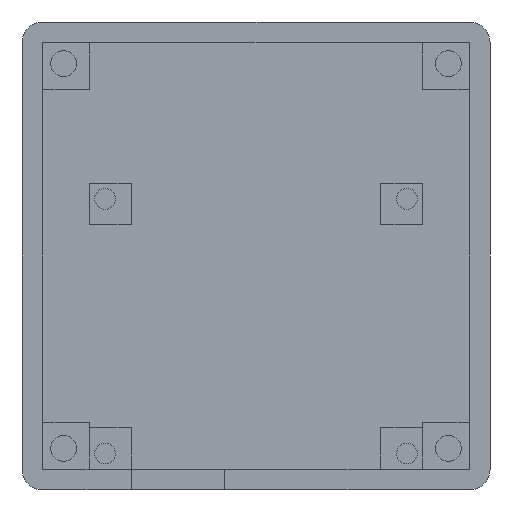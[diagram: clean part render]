
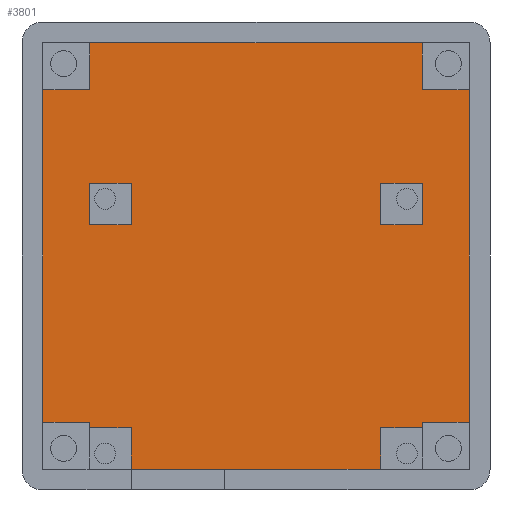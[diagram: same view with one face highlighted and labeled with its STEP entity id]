
A CAD part, front view. The second image highlights one B-rep face of the part: STEP entity #3801.
In plain terms, the highlighted planar face has unit normal (0, -1, 0).
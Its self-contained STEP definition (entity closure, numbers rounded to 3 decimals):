
#223=FACE_BOUND('',#694,.T.);
#224=FACE_BOUND('',#695,.T.);
#471=FACE_OUTER_BOUND('',#693,.T.);
#693=EDGE_LOOP('',(#3389,#3390,#3391,#3392,#3393,#3394,#3395,#3396,#3397,
#3398,#3399,#3400,#3401,#3402,#3403,#3404));
#694=EDGE_LOOP('',(#3405,#3406,#3407,#3408));
#695=EDGE_LOOP('',(#3409,#3410,#3411,#3412));
#1025=LINE('',#6806,#1406);
#1036=LINE('',#6825,#1417);
#1038=LINE('',#6829,#1419);
#1040=LINE('',#6833,#1421);
#1043=LINE('',#6838,#1424);
#1045=LINE('',#6842,#1426);
#1047=LINE('',#6846,#1428);
#1050=LINE('',#6851,#1431);
#1052=LINE('',#6855,#1433);
#1054=LINE('',#6859,#1435);
#1056=LINE('',#6863,#1437);
#1059=LINE('',#6869,#1440);
#1062=LINE('',#6880,#1443);
#1066=LINE('',#6888,#1447);
#1069=LINE('',#6894,#1450);
#1072=LINE('',#6899,#1453);
#1074=LINE('',#6904,#1455);
#1075=LINE('',#6905,#1456);
#1076=LINE('',#6907,#1457);
#1077=LINE('',#6908,#1458);
#1078=LINE('',#6911,#1459);
#1079=LINE('',#6913,#1460);
#1080=LINE('',#6915,#1461);
#1081=LINE('',#6916,#1462);
#1406=VECTOR('',#4594,10.);
#1417=VECTOR('',#4607,10.);
#1419=VECTOR('',#4611,10.);
#1421=VECTOR('',#4615,10.);
#1424=VECTOR('',#4620,10.);
#1426=VECTOR('',#4624,10.);
#1428=VECTOR('',#4628,10.);
#1431=VECTOR('',#4633,10.);
#1433=VECTOR('',#4637,10.);
#1435=VECTOR('',#4641,10.);
#1437=VECTOR('',#4645,10.);
#1440=VECTOR('',#4650,10.);
#1443=VECTOR('',#4661,10.);
#1447=VECTOR('',#4667,10.);
#1450=VECTOR('',#4672,10.);
#1453=VECTOR('',#4677,10.);
#1455=VECTOR('',#4683,10.);
#1456=VECTOR('',#4684,10.);
#1457=VECTOR('',#4685,10.);
#1458=VECTOR('',#4686,10.);
#1459=VECTOR('',#4687,10.);
#1460=VECTOR('',#4688,10.);
#1461=VECTOR('',#4689,10.);
#1462=VECTOR('',#4690,10.);
#1801=VERTEX_POINT('',#6804);
#1802=VERTEX_POINT('',#6805);
#1808=VERTEX_POINT('',#6822);
#1809=VERTEX_POINT('',#6824);
#1810=VERTEX_POINT('',#6828);
#1811=VERTEX_POINT('',#6832);
#1812=VERTEX_POINT('',#6837);
#1813=VERTEX_POINT('',#6841);
#1814=VERTEX_POINT('',#6845);
#1815=VERTEX_POINT('',#6850);
#1816=VERTEX_POINT('',#6854);
#1817=VERTEX_POINT('',#6858);
#1818=VERTEX_POINT('',#6862);
#1819=VERTEX_POINT('',#6866);
#1823=VERTEX_POINT('',#6878);
#1824=VERTEX_POINT('',#6879);
#1827=VERTEX_POINT('',#6887);
#1829=VERTEX_POINT('',#6893);
#1831=VERTEX_POINT('',#6903);
#1832=VERTEX_POINT('',#6906);
#1833=VERTEX_POINT('',#6909);
#1834=VERTEX_POINT('',#6910);
#1835=VERTEX_POINT('',#6912);
#1836=VERTEX_POINT('',#6914);
#2313=EDGE_CURVE('',#1801,#1802,#1025,.T.);
#2324=EDGE_CURVE('',#1809,#1808,#1036,.T.);
#2326=EDGE_CURVE('',#1808,#1810,#1038,.T.);
#2328=EDGE_CURVE('',#1810,#1811,#1040,.T.);
#2331=EDGE_CURVE('',#1811,#1812,#1043,.T.);
#2333=EDGE_CURVE('',#1812,#1813,#1045,.T.);
#2335=EDGE_CURVE('',#1813,#1814,#1047,.T.);
#2338=EDGE_CURVE('',#1814,#1815,#1050,.T.);
#2340=EDGE_CURVE('',#1815,#1816,#1052,.T.);
#2342=EDGE_CURVE('',#1816,#1817,#1054,.T.);
#2344=EDGE_CURVE('',#1817,#1818,#1056,.T.);
#2347=EDGE_CURVE('',#1818,#1819,#1059,.T.);
#2352=EDGE_CURVE('',#1823,#1824,#1062,.T.);
#2356=EDGE_CURVE('',#1824,#1827,#1066,.T.);
#2359=EDGE_CURVE('',#1827,#1829,#1069,.T.);
#2362=EDGE_CURVE('',#1829,#1823,#1072,.T.);
#2364=EDGE_CURVE('',#1819,#1831,#1074,.T.);
#2365=EDGE_CURVE('',#1831,#1801,#1075,.T.);
#2366=EDGE_CURVE('',#1802,#1832,#1076,.T.);
#2367=EDGE_CURVE('',#1832,#1809,#1077,.T.);
#2368=EDGE_CURVE('',#1833,#1834,#1078,.T.);
#2369=EDGE_CURVE('',#1834,#1835,#1079,.T.);
#2370=EDGE_CURVE('',#1835,#1836,#1080,.T.);
#2371=EDGE_CURVE('',#1836,#1833,#1081,.T.);
#3389=ORIENTED_EDGE('',*,*,#2347,.T.);
#3390=ORIENTED_EDGE('',*,*,#2364,.T.);
#3391=ORIENTED_EDGE('',*,*,#2365,.T.);
#3392=ORIENTED_EDGE('',*,*,#2313,.T.);
#3393=ORIENTED_EDGE('',*,*,#2366,.T.);
#3394=ORIENTED_EDGE('',*,*,#2367,.T.);
#3395=ORIENTED_EDGE('',*,*,#2324,.T.);
#3396=ORIENTED_EDGE('',*,*,#2326,.T.);
#3397=ORIENTED_EDGE('',*,*,#2328,.T.);
#3398=ORIENTED_EDGE('',*,*,#2331,.T.);
#3399=ORIENTED_EDGE('',*,*,#2333,.T.);
#3400=ORIENTED_EDGE('',*,*,#2335,.T.);
#3401=ORIENTED_EDGE('',*,*,#2338,.T.);
#3402=ORIENTED_EDGE('',*,*,#2340,.T.);
#3403=ORIENTED_EDGE('',*,*,#2342,.T.);
#3404=ORIENTED_EDGE('',*,*,#2344,.T.);
#3405=ORIENTED_EDGE('',*,*,#2368,.T.);
#3406=ORIENTED_EDGE('',*,*,#2369,.T.);
#3407=ORIENTED_EDGE('',*,*,#2370,.T.);
#3408=ORIENTED_EDGE('',*,*,#2371,.T.);
#3409=ORIENTED_EDGE('',*,*,#2352,.T.);
#3410=ORIENTED_EDGE('',*,*,#2356,.T.);
#3411=ORIENTED_EDGE('',*,*,#2359,.T.);
#3412=ORIENTED_EDGE('',*,*,#2362,.T.);
#3600=PLANE('',#3991);
#3801=ADVANCED_FACE('',(#471,#223,#224),#3600,.F.);
#3991=AXIS2_PLACEMENT_3D('',#6902,#4681,#4682);
#4594=DIRECTION('',(1.,0.,0.));
#4607=DIRECTION('',(0.,0.,1.));
#4611=DIRECTION('',(1.,0.,0.));
#4615=DIRECTION('',(0.,0.,1.));
#4620=DIRECTION('',(-1.,0.,0.));
#4624=DIRECTION('',(0.,0.,1.));
#4628=DIRECTION('',(-1.,0.,0.));
#4633=DIRECTION('',(0.,0.,-1.));
#4637=DIRECTION('',(-1.,0.,0.));
#4641=DIRECTION('',(0.,0.,-1.));
#4645=DIRECTION('',(1.,0.,0.));
#4650=DIRECTION('',(0.,0.,-1.));
#4661=DIRECTION('',(1.,0.,0.));
#4667=DIRECTION('',(0.,0.,-1.));
#4672=DIRECTION('',(-1.,0.,0.));
#4677=DIRECTION('',(0.,0.,1.));
#4681=DIRECTION('center_axis',(0.,1.,0.));
#4682=DIRECTION('ref_axis',(1.,0.,0.));
#4683=DIRECTION('',(1.,0.,0.));
#4684=DIRECTION('',(0.,0.,-1.));
#4685=DIRECTION('',(0.,0.,1.));
#4686=DIRECTION('',(1.,0.,0.));
#4687=DIRECTION('',(0.,0.,-1.));
#4688=DIRECTION('',(-1.,0.,0.));
#4689=DIRECTION('',(0.,0.,1.));
#4690=DIRECTION('',(1.,0.,0.));
#6804=CARTESIAN_POINT('',(-12.,0.,-13.75));
#6805=CARTESIAN_POINT('',(12.,0.,-13.75));
#6806=CARTESIAN_POINT('',(8.,0.,-13.75));
#6822=CARTESIAN_POINT('',(16.,0.,-9.25));
#6824=CARTESIAN_POINT('',(16.,0.,-9.75));
#6825=CARTESIAN_POINT('',(16.,0.,-1.25));
#6828=CARTESIAN_POINT('',(20.5,0.,-9.25));
#6829=CARTESIAN_POINT('',(10.25,0.,-9.25));
#6832=CARTESIAN_POINT('',(20.5,0.,22.75));
#6833=CARTESIAN_POINT('',(20.5,0.,14.75));
#6837=CARTESIAN_POINT('',(16.,0.,22.75));
#6838=CARTESIAN_POINT('',(8.,0.,22.75));
#6841=CARTESIAN_POINT('',(16.,0.,27.25));
#6842=CARTESIAN_POINT('',(16.,0.,17.));
#6845=CARTESIAN_POINT('',(-16.,0.,27.25));
#6846=CARTESIAN_POINT('',(-8.,0.,27.25));
#6850=CARTESIAN_POINT('',(-16.,0.,22.75));
#6851=CARTESIAN_POINT('',(-16.,0.,14.75));
#6854=CARTESIAN_POINT('',(-20.5,0.,22.75));
#6855=CARTESIAN_POINT('',(-10.25,0.,22.75));
#6858=CARTESIAN_POINT('',(-20.5,0.,-9.25));
#6859=CARTESIAN_POINT('',(-20.5,0.,-1.25));
#6862=CARTESIAN_POINT('',(-16.,0.,-9.25));
#6863=CARTESIAN_POINT('',(-8.,0.,-9.25));
#6866=CARTESIAN_POINT('',(-16.,0.,-9.75));
#6869=CARTESIAN_POINT('',(-16.,0.,-3.5));
#6878=CARTESIAN_POINT('',(12.,0.,13.75));
#6879=CARTESIAN_POINT('',(16.,0.,13.75));
#6880=CARTESIAN_POINT('',(8.,0.,13.75));
#6887=CARTESIAN_POINT('',(16.,0.,9.75));
#6888=CARTESIAN_POINT('',(16.,0.,8.25));
#6893=CARTESIAN_POINT('',(12.,0.,9.75));
#6894=CARTESIAN_POINT('',(6.,0.,9.75));
#6899=CARTESIAN_POINT('',(12.,0.,10.25));
#6902=CARTESIAN_POINT('Origin',(0.,0.,6.75));
#6903=CARTESIAN_POINT('',(-12.,0.,-9.75));
#6904=CARTESIAN_POINT('',(-6.,0.,-9.75));
#6905=CARTESIAN_POINT('',(-12.,0.,-3.5));
#6906=CARTESIAN_POINT('',(12.,0.,-9.75));
#6907=CARTESIAN_POINT('',(12.,0.,-1.5));
#6908=CARTESIAN_POINT('',(8.,0.,-9.75));
#6909=CARTESIAN_POINT('',(-12.,0.,13.75));
#6910=CARTESIAN_POINT('',(-12.,0.,9.75));
#6911=CARTESIAN_POINT('',(-12.,0.,8.25));
#6912=CARTESIAN_POINT('',(-16.,0.,9.75));
#6913=CARTESIAN_POINT('',(-8.,0.,9.75));
#6914=CARTESIAN_POINT('',(-16.,0.,13.75));
#6915=CARTESIAN_POINT('',(-16.,0.,10.25));
#6916=CARTESIAN_POINT('',(-6.,0.,13.75));
